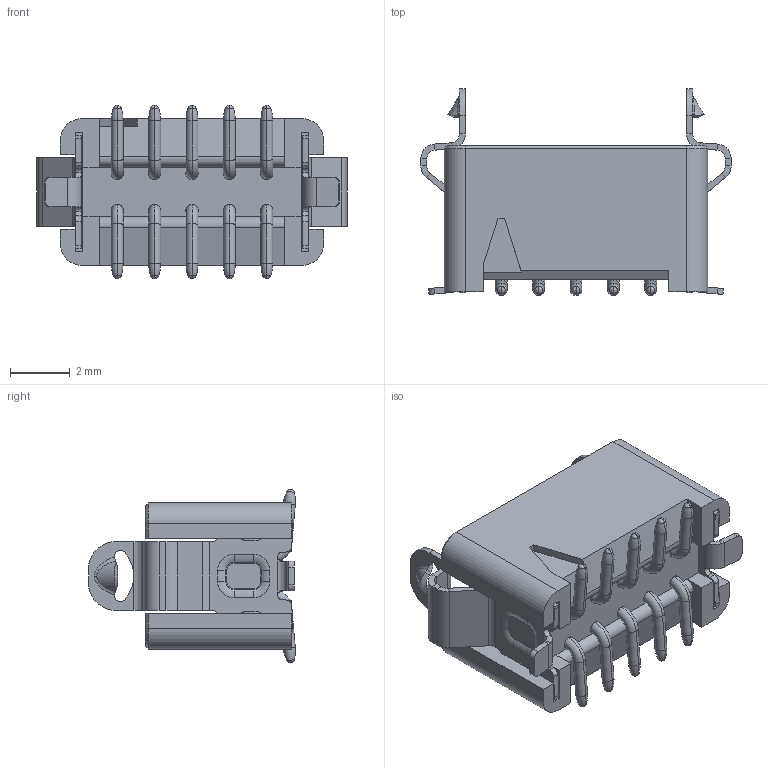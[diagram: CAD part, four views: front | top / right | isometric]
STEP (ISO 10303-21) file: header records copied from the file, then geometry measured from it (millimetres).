
FILE_DESCRIPTION((''),'2;1');
FILE_NAME('G125-MS110XXL3P_ASM','2013-09-03T',('sflower'),(''),'PRO/ENGINEER BY PARAMETRIC TECHNOLOGY CORPORATION, 2013150','PRO/ENGINEER BY PARAMETRIC TECHNOLOGY CORPORATION, 2013150','');
FILE_SCHEMA(('CONFIG_CONTROL_DESIGN'));
Length unit declared in the file: millimetre
Products named in the file (4): G125-3011096; G125-1050005_BENT; G125-412; G125-MS110XXL3P_ASM
Assembly tree (13 placements, depth 2):
  G125-MS110XXL3P_ASM
    G125-3011096
    G125-1050005_BENT  x10
    G125-412  x2
Bounding box: 10.38 x 6.92 x 5.8 mm (x, y, z)
Volume: 108.7 mm3; surface area: 445.8 mm2
Topology: 13 solids, 13 shells, 1811 faces, 4052 edges, 2262 vertices
Faces by surface type: bspline 1114, plane 311, cylinder 226, torus 152, cone 8
Entity records: 21670 total; most frequent: CARTESIAN_POINT 8627, ORIENTED_EDGE 2140, DIRECTION 1886, PRESENTATION_STYLE_ASSIGNMENT 1075, STYLED_ITEM 1075, CURVE_STYLE 1070, EDGE_CURVE 1070, AXIS2_PLACEMENT_3D 687
